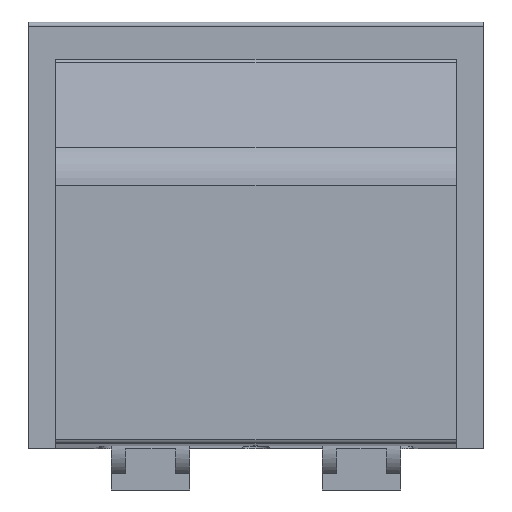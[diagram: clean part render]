
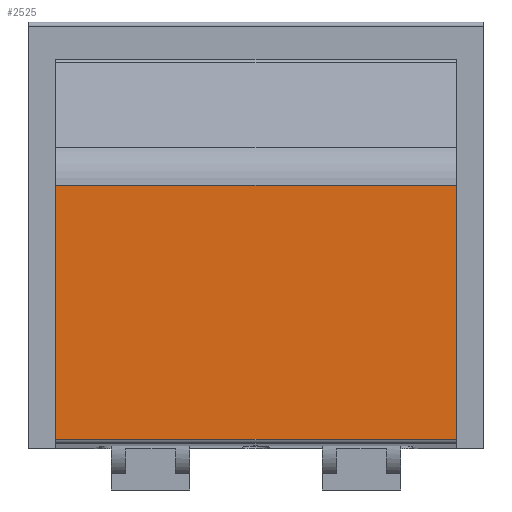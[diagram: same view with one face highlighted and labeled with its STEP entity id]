
A CAD part, front view. The second image highlights one B-rep face of the part: STEP entity #2525.
In plain terms, the highlighted planar face has unit normal (0, -1, 0).
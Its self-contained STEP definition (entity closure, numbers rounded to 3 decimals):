
#1155 = PLANE('',#1156);
#1156 = AXIS2_PLACEMENT_3D('',#1157,#1158,#1159);
#1157 = CARTESIAN_POINT('',(48.35,-4.5,94.135));
#1158 = DIRECTION('',(1.,0.,0.));
#1159 = DIRECTION('',(0.,0.,-1.));
#1183 = CYLINDRICAL_SURFACE('',#1184,1.);
#1184 = AXIS2_PLACEMENT_3D('',#1185,#1186,#1187);
#1185 = CARTESIAN_POINT('',(55.,-38.6,2.314));
#1186 = DIRECTION('',(-1.,0.,0.));
#1187 = DIRECTION('',(0.,0.,1.));
#1211 = PLANE('',#1212);
#1212 = AXIS2_PLACEMENT_3D('',#1213,#1214,#1215);
#1213 = CARTESIAN_POINT('',(-48.35,-4.5,94.135));
#1214 = DIRECTION('',(1.,0.,0.));
#1215 = DIRECTION('',(0.,0.,-1.));
#2415 = CYLINDRICAL_SURFACE('',#2416,11.);
#2416 = AXIS2_PLACEMENT_3D('',#2417,#2418,#2419);
#2417 = CARTESIAN_POINT('',(55.,-28.6,63.617));
#2418 = DIRECTION('',(-1.,0.,0.));
#2419 = DIRECTION('',(0.,0.,1.));
#2453 = VERTEX_POINT('',#2454);
#2454 = CARTESIAN_POINT('',(-48.35,-39.6,63.617));
#2476 = EDGE_CURVE('',#2477,#2453,#2479,.T.);
#2477 = VERTEX_POINT('',#2478);
#2478 = CARTESIAN_POINT('',(48.35,-39.6,63.617));
#2479 = SURFACE_CURVE('',#2480,(#2484,#2491),.PCURVE_S1.);
#2480 = LINE('',#2481,#2482);
#2481 = CARTESIAN_POINT('',(55.,-39.6,63.617));
#2482 = VECTOR('',#2483,1.);
#2483 = DIRECTION('',(-1.,0.,0.));
#2484 = PCURVE('',#2415,#2485);
#2485 = DEFINITIONAL_REPRESENTATION('',(#2486),#2490);
#2486 = LINE('',#2487,#2488);
#2487 = CARTESIAN_POINT('',(4.712,0.));
#2488 = VECTOR('',#2489,1.);
#2489 = DIRECTION('',(0.,1.));
#2490 = ( GEOMETRIC_REPRESENTATION_CONTEXT(2) 
PARAMETRIC_REPRESENTATION_CONTEXT() REPRESENTATION_CONTEXT('2D SPACE',''
  ) );
#2491 = PCURVE('',#2492,#2497);
#2492 = PLANE('',#2493);
#2493 = AXIS2_PLACEMENT_3D('',#2494,#2495,#2496);
#2494 = CARTESIAN_POINT('',(55.,-39.6,63.617));
#2495 = DIRECTION('',(0.,1.,0.));
#2496 = DIRECTION('',(0.,-0.,1.));
#2497 = DEFINITIONAL_REPRESENTATION('',(#2498),#2502);
#2498 = LINE('',#2499,#2500);
#2499 = CARTESIAN_POINT('',(0.,0.));
#2500 = VECTOR('',#2501,1.);
#2501 = DIRECTION('',(0.,-1.));
#2502 = ( GEOMETRIC_REPRESENTATION_CONTEXT(2) 
PARAMETRIC_REPRESENTATION_CONTEXT() REPRESENTATION_CONTEXT('2D SPACE',''
  ) );
#2525 = ADVANCED_FACE('',(#2526),#2492,.F.);
#2526 = FACE_BOUND('',#2527,.T.);
#2527 = EDGE_LOOP('',(#2528,#2529,#2552,#2575));
#2528 = ORIENTED_EDGE('',*,*,#2476,.T.);
#2529 = ORIENTED_EDGE('',*,*,#2530,.T.);
#2530 = EDGE_CURVE('',#2453,#2531,#2533,.T.);
#2531 = VERTEX_POINT('',#2532);
#2532 = CARTESIAN_POINT('',(-48.35,-39.6,2.314));
#2533 = SURFACE_CURVE('',#2534,(#2538,#2545),.PCURVE_S1.);
#2534 = LINE('',#2535,#2536);
#2535 = CARTESIAN_POINT('',(-48.35,-39.6,63.617));
#2536 = VECTOR('',#2537,1.);
#2537 = DIRECTION('',(0.,0.,-1.));
#2538 = PCURVE('',#2492,#2539);
#2539 = DEFINITIONAL_REPRESENTATION('',(#2540),#2544);
#2540 = LINE('',#2541,#2542);
#2541 = CARTESIAN_POINT('',(0.,-103.35));
#2542 = VECTOR('',#2543,1.);
#2543 = DIRECTION('',(-1.,0.));
#2544 = ( GEOMETRIC_REPRESENTATION_CONTEXT(2) 
PARAMETRIC_REPRESENTATION_CONTEXT() REPRESENTATION_CONTEXT('2D SPACE',''
  ) );
#2545 = PCURVE('',#1211,#2546);
#2546 = DEFINITIONAL_REPRESENTATION('',(#2547),#2551);
#2547 = LINE('',#2548,#2549);
#2548 = CARTESIAN_POINT('',(30.517,-35.1));
#2549 = VECTOR('',#2550,1.);
#2550 = DIRECTION('',(1.,0.));
#2551 = ( GEOMETRIC_REPRESENTATION_CONTEXT(2) 
PARAMETRIC_REPRESENTATION_CONTEXT() REPRESENTATION_CONTEXT('2D SPACE',''
  ) );
#2552 = ORIENTED_EDGE('',*,*,#2553,.F.);
#2553 = EDGE_CURVE('',#2554,#2531,#2556,.T.);
#2554 = VERTEX_POINT('',#2555);
#2555 = CARTESIAN_POINT('',(48.35,-39.6,2.314));
#2556 = SURFACE_CURVE('',#2557,(#2561,#2568),.PCURVE_S1.);
#2557 = LINE('',#2558,#2559);
#2558 = CARTESIAN_POINT('',(55.,-39.6,2.314));
#2559 = VECTOR('',#2560,1.);
#2560 = DIRECTION('',(-1.,0.,0.));
#2561 = PCURVE('',#2492,#2562);
#2562 = DEFINITIONAL_REPRESENTATION('',(#2563),#2567);
#2563 = LINE('',#2564,#2565);
#2564 = CARTESIAN_POINT('',(-61.304,0.));
#2565 = VECTOR('',#2566,1.);
#2566 = DIRECTION('',(0.,-1.));
#2567 = ( GEOMETRIC_REPRESENTATION_CONTEXT(2) 
PARAMETRIC_REPRESENTATION_CONTEXT() REPRESENTATION_CONTEXT('2D SPACE',''
  ) );
#2568 = PCURVE('',#1183,#2569);
#2569 = DEFINITIONAL_REPRESENTATION('',(#2570),#2574);
#2570 = LINE('',#2571,#2572);
#2571 = CARTESIAN_POINT('',(4.712,0.));
#2572 = VECTOR('',#2573,1.);
#2573 = DIRECTION('',(0.,1.));
#2574 = ( GEOMETRIC_REPRESENTATION_CONTEXT(2) 
PARAMETRIC_REPRESENTATION_CONTEXT() REPRESENTATION_CONTEXT('2D SPACE',''
  ) );
#2575 = ORIENTED_EDGE('',*,*,#2576,.F.);
#2576 = EDGE_CURVE('',#2477,#2554,#2577,.T.);
#2577 = SURFACE_CURVE('',#2578,(#2582,#2589),.PCURVE_S1.);
#2578 = LINE('',#2579,#2580);
#2579 = CARTESIAN_POINT('',(48.35,-39.6,63.617));
#2580 = VECTOR('',#2581,1.);
#2581 = DIRECTION('',(0.,0.,-1.));
#2582 = PCURVE('',#2492,#2583);
#2583 = DEFINITIONAL_REPRESENTATION('',(#2584),#2588);
#2584 = LINE('',#2585,#2586);
#2585 = CARTESIAN_POINT('',(0.,-6.65));
#2586 = VECTOR('',#2587,1.);
#2587 = DIRECTION('',(-1.,0.));
#2588 = ( GEOMETRIC_REPRESENTATION_CONTEXT(2) 
PARAMETRIC_REPRESENTATION_CONTEXT() REPRESENTATION_CONTEXT('2D SPACE',''
  ) );
#2589 = PCURVE('',#1155,#2590);
#2590 = DEFINITIONAL_REPRESENTATION('',(#2591),#2595);
#2591 = LINE('',#2592,#2593);
#2592 = CARTESIAN_POINT('',(30.517,-35.1));
#2593 = VECTOR('',#2594,1.);
#2594 = DIRECTION('',(1.,0.));
#2595 = ( GEOMETRIC_REPRESENTATION_CONTEXT(2) 
PARAMETRIC_REPRESENTATION_CONTEXT() REPRESENTATION_CONTEXT('2D SPACE',''
  ) );
